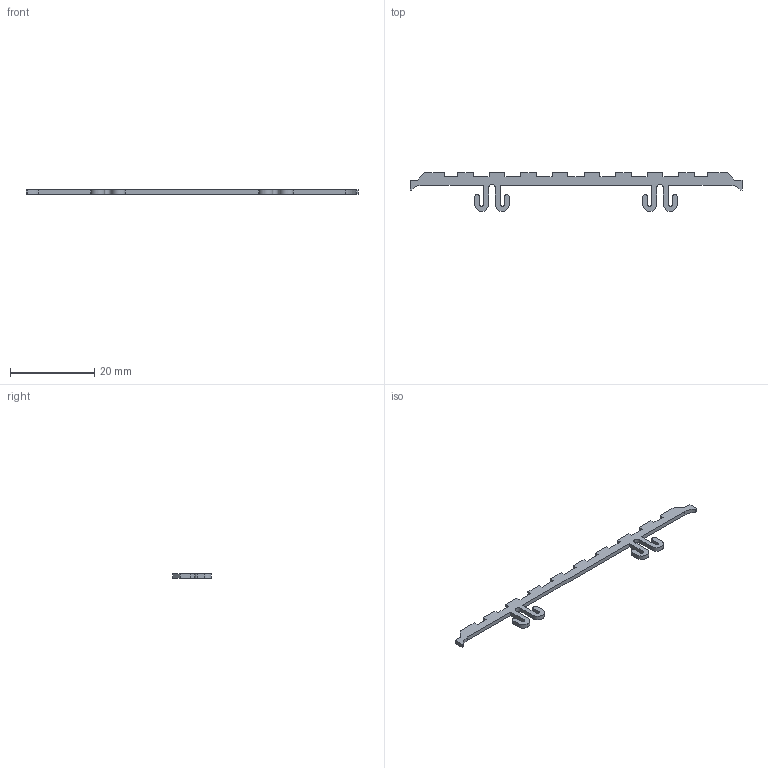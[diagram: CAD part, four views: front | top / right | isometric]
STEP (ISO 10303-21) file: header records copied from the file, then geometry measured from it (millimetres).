
FILE_DESCRIPTION((''),'2;1');
FILE_NAME('SP063_extern.ipt.step','2007-09-10T15:08:22',(''),(''),'Autodesk Inventor 11','Autodesk Inventor 11','');
FILE_SCHEMA(('AUTOMOTIVE_DESIGN { 1 0 10303 214 1 1 1 1 }'));
Length unit declared in the file: millimetre
Products named in the file (1): SP063_extern
Bounding box: 79 x 9.25 x 1 mm (x, y, z)
Volume: 246.5 mm3; surface area: 755.2 mm2
Topology: 1 solids, 1 shells, 82 faces, 240 edges, 160 vertices
Faces by surface type: plane 66, cylinder 16
Entity records: 2719 total; most frequent: CARTESIAN_POINT 483, ORIENTED_EDGE 480, DIRECTION 438, EDGE_CURVE 240, VECTOR 208, LINE 208, VERTEX_POINT 160, AXIS2_PLACEMENT_3D 115
